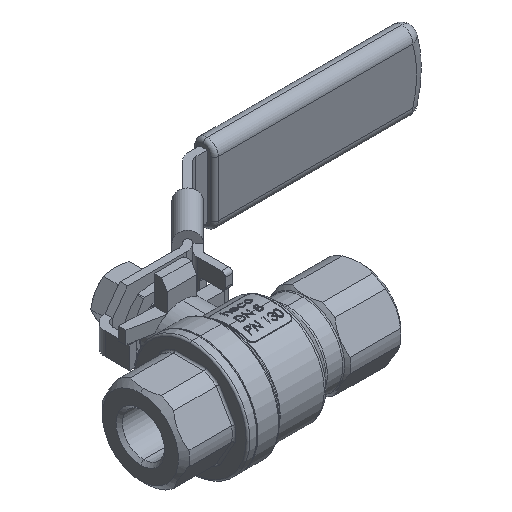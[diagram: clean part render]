
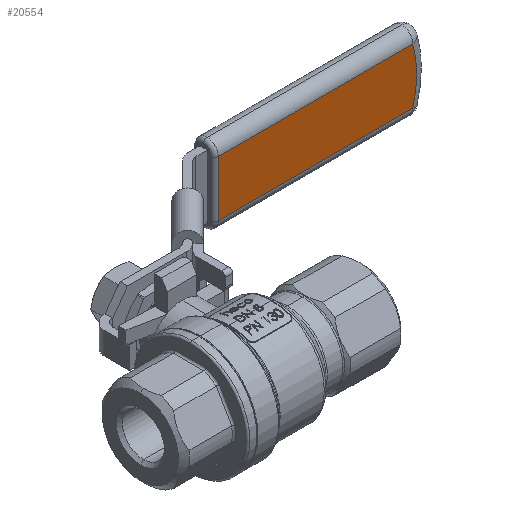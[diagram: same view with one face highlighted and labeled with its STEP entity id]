
A CAD part, isometric view. The second image highlights one B-rep face of the part: STEP entity #20554.
In plain terms, the highlighted planar face has unit normal (0, -1, 0).
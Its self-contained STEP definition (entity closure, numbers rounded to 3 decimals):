
#1209 = AXIS2_PLACEMENT_3D ( 'NONE', #18184, #18185, #18186 ) ;
#9279 = EDGE_CURVE ( 'NONE', #13493, #13518, #33658, .T. ) ;
#9280 = EDGE_CURVE ( 'NONE', #13518, #13491, #33669, .T. ) ;
#9281 = EDGE_CURVE ( 'NONE', #13491, #13490, #33680, .T. ) ;
#9282 = EDGE_CURVE ( 'NONE', #13490, #13493, #33636, .T. ) ;
#12861 = ORIENTED_EDGE ( 'NONE', *, *, #9279, .T. ) ;
#13308 = ORIENTED_EDGE ( 'NONE', *, *, #9280, .T. ) ;
#13482 = ORIENTED_EDGE ( 'NONE', *, *, #9281, .T. ) ;
#13490 = VERTEX_POINT ( 'NONE', #34308 ) ;
#13491 = VERTEX_POINT ( 'NONE', #34310 ) ;
#13493 = VERTEX_POINT ( 'NONE', #34313 ) ;
#13518 = VERTEX_POINT ( 'NONE', #34317 ) ;
#14056 = ORIENTED_EDGE ( 'NONE', *, *, #9282, .T. ) ;
#16375 = EDGE_LOOP ( 'NONE', ( #12861, #13308, #13482, #14056 ) ) ;
#18159 = PLANE ( 'NONE',  #1209 ) ;
#18174 = FACE_OUTER_BOUND ( 'NONE', #16375, .T. ) ;
#18184 = CARTESIAN_POINT ( 'NONE',  ( 95., 47.5, 10.5 ) ) ;
#18185 = DIRECTION ( 'NONE',  ( 0., 1., 0. ) ) ;
#18186 = DIRECTION ( 'NONE',  ( -1., 0., 0. ) ) ;
#20554 = ADVANCED_FACE ( 'NONE', ( #18174 ), #18159, .F. ) ;
#33414 = VECTOR ( 'NONE', #33678, 1000. ) ;
#33612 = VECTOR ( 'NONE', #33674, 1000. ) ;
#33630 = VECTOR ( 'NONE', #33683, 1000. ) ;
#33636 = CIRCLE ( 'NONE', #33646, 27.001 ) ;
#33646 = AXIS2_PLACEMENT_3D ( 'NONE', #33687, #33689, #33691 ) ;
#33658 = LINE ( 'NONE', #33661, #33612 ) ;
#33661 = CARTESIAN_POINT ( 'NONE',  ( 95., 47.5, 7.501 ) ) ;
#33669 = LINE ( 'NONE', #33676, #33414 ) ;
#33674 = DIRECTION ( 'NONE',  ( -1., 0., 0. ) ) ;
#33676 = CARTESIAN_POINT ( 'NONE',  ( 38.485, 47.5, 10.5 ) ) ;
#33678 = DIRECTION ( 'NONE',  ( 0., 0., -1. ) ) ;
#33680 = LINE ( 'NONE', #33681, #33630 ) ;
#33681 = CARTESIAN_POINT ( 'NONE',  ( 93.102, 47.5, -7.501 ) ) ;
#33683 = DIRECTION ( 'NONE',  ( 1., 0., 0. ) ) ;
#33687 = CARTESIAN_POINT ( 'NONE',  ( 65., 47.5, 0. ) ) ;
#33689 = DIRECTION ( 'NONE',  ( 0., -1., 0. ) ) ;
#33691 = DIRECTION ( 'NONE',  ( -1., 0., 0. ) ) ;
#34308 = CARTESIAN_POINT ( 'NONE',  ( 90.938, 47.5, -7.501 ) ) ;
#34310 = CARTESIAN_POINT ( 'NONE',  ( 38.485, 47.5, -7.501 ) ) ;
#34313 = CARTESIAN_POINT ( 'NONE',  ( 90.938, 47.5, 7.501 ) ) ;
#34317 = CARTESIAN_POINT ( 'NONE',  ( 38.485, 47.5, 7.501 ) ) ;
